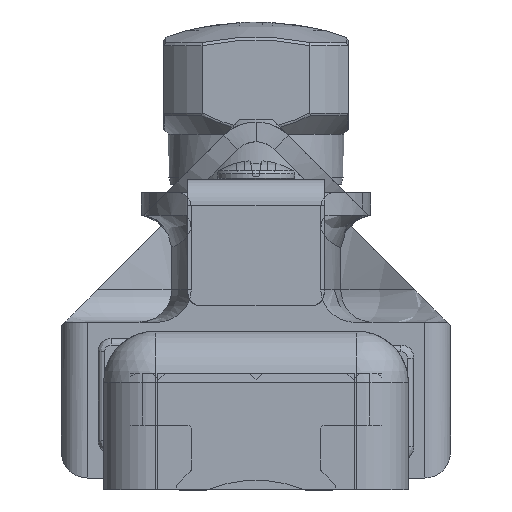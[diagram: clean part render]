
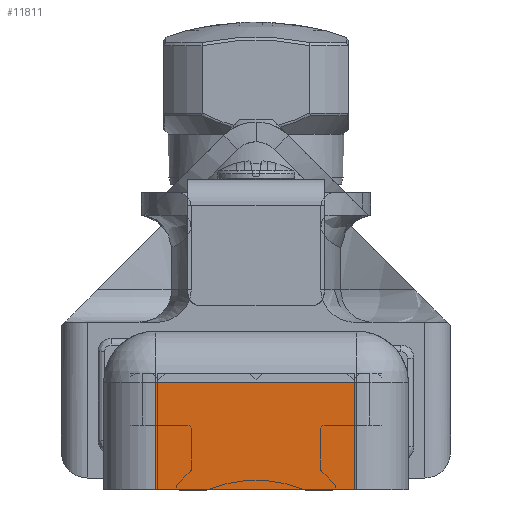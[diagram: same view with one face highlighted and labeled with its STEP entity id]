
A CAD part, front view. The second image highlights one B-rep face of the part: STEP entity #11811.
In plain terms, the highlighted planar face has unit normal (0, -1, 0).
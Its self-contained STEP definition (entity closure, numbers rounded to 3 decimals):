
#1641=FACE_OUTER_BOUND('',#2337,.T.);
#2337=EDGE_LOOP('',(#8858,#8859,#8860,#8861));
#2854=LINE('',#17019,#3757);
#3182=LINE('',#19960,#4085);
#3183=LINE('',#19963,#4086);
#3184=LINE('',#19964,#4087);
#3757=VECTOR('',#13712,31.);
#4085=VECTOR('',#14790,16.5);
#4086=VECTOR('',#14793,31.);
#4087=VECTOR('',#14794,16.5);
#4707=VERTEX_POINT('',#17011);
#4708=VERTEX_POINT('',#17015);
#5119=VERTEX_POINT('',#19958);
#5120=VERTEX_POINT('',#19962);
#5900=EDGE_CURVE('',#4707,#4708,#2854,.T.);
#6563=EDGE_CURVE('',#5119,#4707,#3182,.T.);
#6564=EDGE_CURVE('',#5119,#5120,#3183,.T.);
#6565=EDGE_CURVE('',#5120,#4708,#3184,.T.);
#8858=ORIENTED_EDGE('',*,*,#5900,.F.);
#8859=ORIENTED_EDGE('',*,*,#6563,.F.);
#8860=ORIENTED_EDGE('',*,*,#6564,.T.);
#8861=ORIENTED_EDGE('',*,*,#6565,.T.);
#11351=PLANE('',#12700);
#11811=ADVANCED_FACE('',(#1641),#11351,.T.);
#12700=AXIS2_PLACEMENT_3D('',#19961,#14791,#14792);
#13712=DIRECTION('',(1.,0.,0.));
#14790=DIRECTION('',(0.,0.,1.));
#14791=DIRECTION('center_axis',(0.,-1.,0.));
#14792=DIRECTION('ref_axis',(0.,0.,1.));
#14793=DIRECTION('',(1.,0.,0.));
#14794=DIRECTION('',(0.,0.,1.));
#17011=CARTESIAN_POINT('',(-15.5,-792.8,2.5));
#17015=CARTESIAN_POINT('',(15.5,-792.8,2.5));
#17019=CARTESIAN_POINT('',(7.75,-792.8,2.5));
#19958=CARTESIAN_POINT('',(-15.5,-792.8,-14.));
#19960=CARTESIAN_POINT('',(-15.5,-792.8,-14.));
#19961=CARTESIAN_POINT('Origin',(15.5,-792.8,-14.));
#19962=CARTESIAN_POINT('',(15.5,-792.8,-14.));
#19963=CARTESIAN_POINT('',(-15.5,-792.8,-14.));
#19964=CARTESIAN_POINT('',(15.5,-792.8,-14.));
